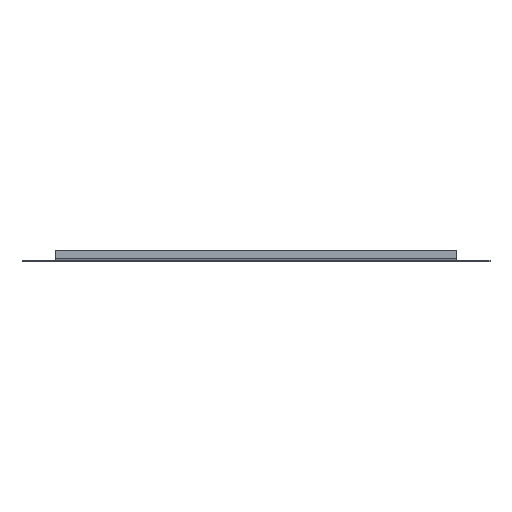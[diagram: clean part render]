
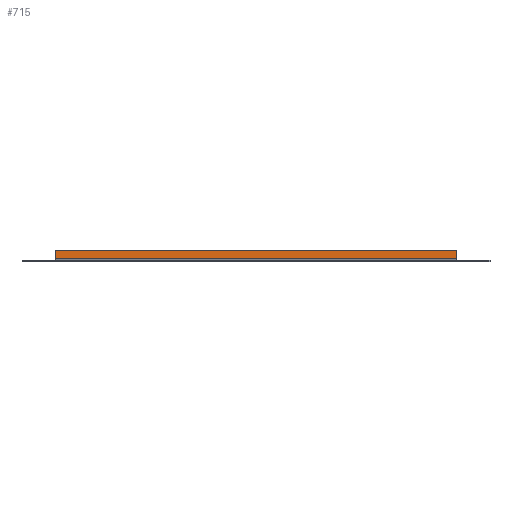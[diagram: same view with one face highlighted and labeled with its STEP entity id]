
A CAD part, front view. The second image highlights one B-rep face of the part: STEP entity #715.
In plain terms, the highlighted planar face has unit normal (0, -1, 0).
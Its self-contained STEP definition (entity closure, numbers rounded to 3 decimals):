
#35 = PLANE ( 'NONE',  #2201 ) ;
#50 = ORIENTED_EDGE ( 'NONE', *, *, #2320, .F. ) ;
#152 = EDGE_CURVE ( 'NONE', #1129, #2271, #1284, .T. ) ;
#182 = LINE ( 'NONE', #431, #1503 ) ;
#208 = CARTESIAN_POINT ( 'NONE',  ( 308.5, -2.5, 7. ) ) ;
#235 = FACE_OUTER_BOUND ( 'NONE', #412, .T. ) ;
#250 = DIRECTION ( 'NONE',  ( 0., 1., 0. ) ) ;
#366 = EDGE_CURVE ( 'NONE', #640, #1129, #2200, .T. ) ;
#412 = EDGE_LOOP ( 'NONE', ( #1787, #2601, #50, #433 ) ) ;
#431 = CARTESIAN_POINT ( 'NONE',  ( 308.5, -2.5, 7. ) ) ;
#433 = ORIENTED_EDGE ( 'NONE', *, *, #1597, .F. ) ;
#640 = VERTEX_POINT ( 'NONE', #208 ) ;
#684 = CARTESIAN_POINT ( 'NONE',  ( 0., -2.5, 0. ) ) ;
#715 = ADVANCED_FACE ( 'NONE', ( #235 ), #35, .F. ) ;
#836 = DIRECTION ( 'NONE',  ( 1., 0., 0. ) ) ;
#859 = DIRECTION ( 'NONE',  ( 0., 0., -1. ) ) ;
#906 = CARTESIAN_POINT ( 'NONE',  ( 308.5, -2.5, 1. ) ) ;
#1054 = DIRECTION ( 'NONE',  ( 0., 0., 1. ) ) ;
#1097 = LINE ( 'NONE', #1668, #2084 ) ;
#1101 = CARTESIAN_POINT ( 'NONE',  ( 23.5, -2.5, 1. ) ) ;
#1129 = VERTEX_POINT ( 'NONE', #906 ) ;
#1284 = LINE ( 'NONE', #1903, #1732 ) ;
#1503 = VECTOR ( 'NONE', #836, 1000. ) ;
#1526 = VECTOR ( 'NONE', #1961, 1000. ) ;
#1584 = CARTESIAN_POINT ( 'NONE',  ( 308.5, -2.5, 0. ) ) ;
#1597 = EDGE_CURVE ( 'NONE', #2271, #2042, #1097, .T. ) ;
#1668 = CARTESIAN_POINT ( 'NONE',  ( 23.5, -2.5, 7. ) ) ;
#1732 = VECTOR ( 'NONE', #2132, 1000. ) ;
#1787 = ORIENTED_EDGE ( 'NONE', *, *, #152, .F. ) ;
#1903 = CARTESIAN_POINT ( 'NONE',  ( 23.5, -2.5, 1. ) ) ;
#1935 = CARTESIAN_POINT ( 'NONE',  ( 23.5, -2.5, 7. ) ) ;
#1961 = DIRECTION ( 'NONE',  ( 0., 0., -1. ) ) ;
#2042 = VERTEX_POINT ( 'NONE', #1935 ) ;
#2084 = VECTOR ( 'NONE', #1054, 1000. ) ;
#2132 = DIRECTION ( 'NONE',  ( -1., 0., 0. ) ) ;
#2200 = LINE ( 'NONE', #1584, #1526 ) ;
#2201 = AXIS2_PLACEMENT_3D ( 'NONE', #684, #250, #859 ) ;
#2271 = VERTEX_POINT ( 'NONE', #1101 ) ;
#2320 = EDGE_CURVE ( 'NONE', #2042, #640, #182, .T. ) ;
#2601 = ORIENTED_EDGE ( 'NONE', *, *, #366, .F. ) ;
